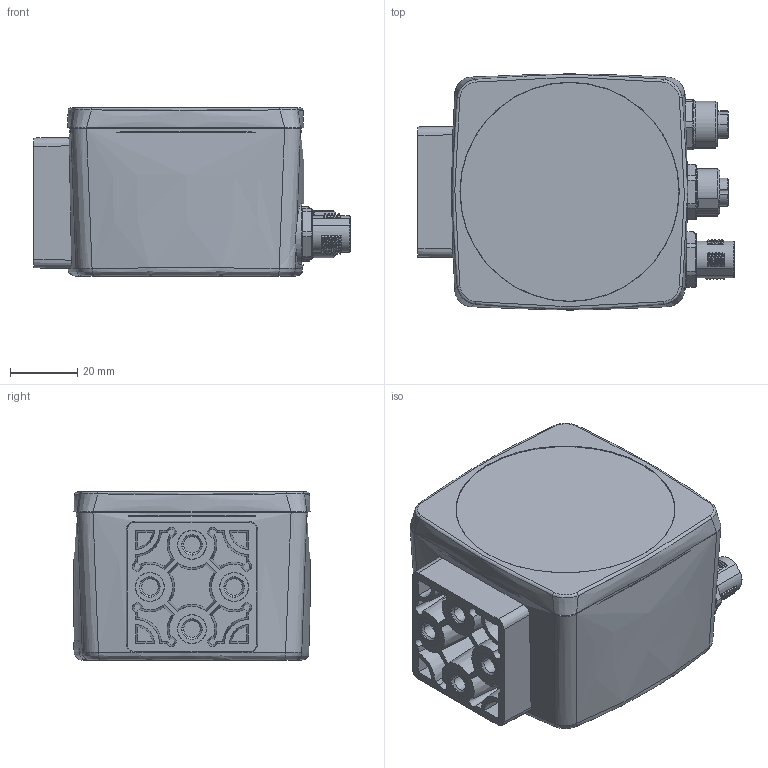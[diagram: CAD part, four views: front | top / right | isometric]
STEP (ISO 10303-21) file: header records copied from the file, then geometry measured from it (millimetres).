
FILE_DESCRIPTION((''),'2;1');
FILE_NAME('DG_141347_BIS550_INT_ASM','2010-12-14T',('BNies'),(''),'PRO/ENGINEER BY PARAMETRIC TECHNOLOGY CORPORATION, 2007250','PRO/ENGINEER BY PARAMETRIC TECHNOLOGY CORPORATION, 2007250','');
FILE_SCHEMA(('CONFIG_CONTROL_DESIGN'));
Length unit declared in the file: millimetre
Products named in the file (20): DG000136_FFPL_HSG_1_RE_111_AF0; DG000060_FFPL_LICHTLEITER_AF1; GEWINDEEINSATZ_HITSERT2_M6X9; DG000139_FFPL_HSG_LL_1_RE_111_ASM; DG000195_FFPL_TASTENFOLIE; DG000061_FFPL_FRONT; BUCHSE_M12_4POL_180GRD_1551451; BUCHSE_M12_5POL_180GRD_1551448; STECKER_M12_8POL_180GRD_1552269; DG000052_BUCHSE_M12; DG000053_MUTTER_M12; BUCHSE_M12_VERSCHRAUBUNG_ASM; DG000054_STECKER_M12; DG000050_O-RING_M12; STECKER_M12_ASM; DG000055_STECKER_M12_ASM; DG000051_MUTTER_M12; STECKER_M12_VERSCHRAUBUNG_ASM; DG_04CCF8_MAC510-COLOR_SCHEIBE; DG_141347_BIS550_INT_ASM
Assembly tree (23 placements, depth 5):
  DG_141347_BIS550_INT_ASM
    DG000139_FFPL_HSG_LL_1_RE_111_ASM
      DG000136_FFPL_HSG_1_RE_111_AF0
      DG000060_FFPL_LICHTLEITER_AF1
      GEWINDEEINSATZ_HITSERT2_M6X9  x4
    DG000195_FFPL_TASTENFOLIE
    DG000061_FFPL_FRONT
    BUCHSE_M12_4POL_180GRD_1551451
    BUCHSE_M12_5POL_180GRD_1551448
    STECKER_M12_8POL_180GRD_1552269
    BUCHSE_M12_VERSCHRAUBUNG_ASM  x2
      DG000052_BUCHSE_M12
      DG000053_MUTTER_M12
    STECKER_M12_VERSCHRAUBUNG_ASM
      DG000055_STECKER_M12_ASM
        STECKER_M12_ASM
          DG000054_STECKER_M12
          DG000050_O-RING_M12
      DG000051_MUTTER_M12
    DG_04CCF8_MAC510-COLOR_SCHEIBE
Bounding box: 93.8 x 70 x 50 mm (x, y, z)
Volume: 71783.9 mm3; surface area: 70162 mm2
Topology: 19 solids, 27 shells, 2537 faces, 7008 edges, 4959 vertices
Faces by surface type: plane 1176, cylinder 577, bspline 327, cone 248, torus 169, extrusion 36, sphere 4
Entity records: 107835 total; most frequent: CARTESIAN_POINT 32360, ORIENTED_EDGE 11549, DIRECTION 11185, PRESENTATION_STYLE_ASSIGNMENT 6345, STYLED_ITEM 6324, CURVE_STYLE 6290, EDGE_CURVE 5802, AXIS2_PLACEMENT_3D 3887
